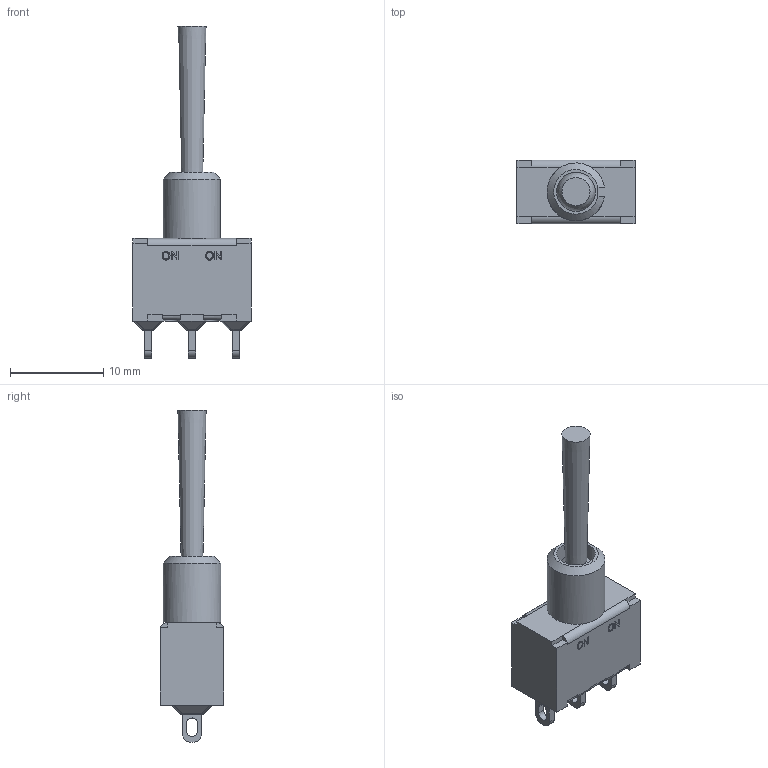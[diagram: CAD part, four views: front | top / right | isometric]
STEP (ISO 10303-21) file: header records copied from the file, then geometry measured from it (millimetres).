
FILE_DESCRIPTION((' '),'2;1');
FILE_NAME('100SPxT3B3M1xE.stp','2017-07-28T15:40:12',(' '),(' '),' ','ACIS',' ');
FILE_SCHEMA(('CONFIG_CONTROL_DESIGN'));
Length unit declared in the file: inch
Products named in the file (1): 100SPxT3B3M1xE.stp
Bounding box: 12.7 x 6.86 x 35.69 mm (x, y, z)
Volume: 1033.6 mm3; surface area: 1017.8 mm2
Topology: 2 solids, 2 shells, 239 faces, 602 edges, 380 vertices
Faces by surface type: plane 162, cylinder 46, bspline 16, sphere 13, cone 2
Full cylindrical faces by diameter (mm): 4.2 x1
Entity records: 7243 total; most frequent: CARTESIAN_POINT 1463, ORIENTED_EDGE 1194, DIRECTION 1120, EDGE_CURVE 597, VECTOR 450, LINE 450, VERTEX_POINT 378, AXIS2_PLACEMENT_3D 335
